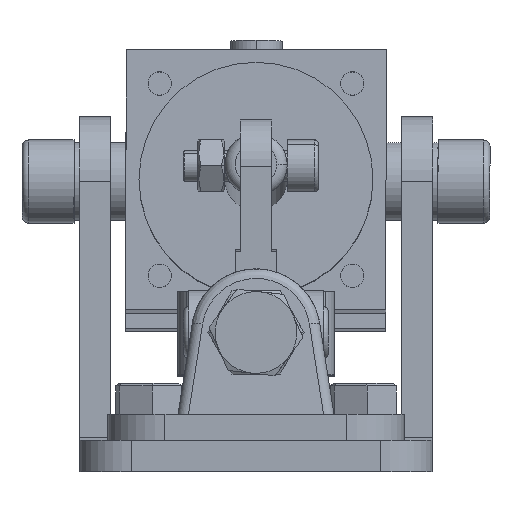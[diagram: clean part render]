
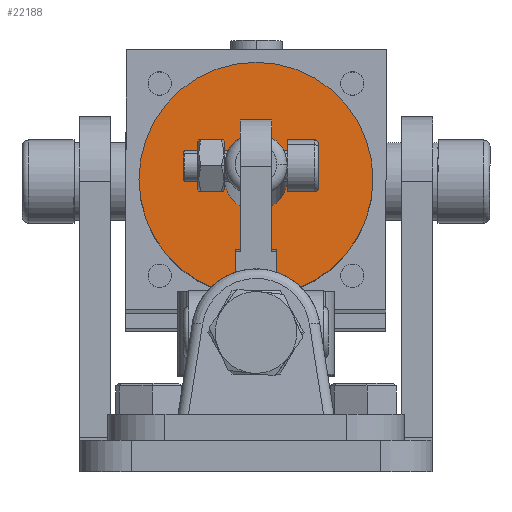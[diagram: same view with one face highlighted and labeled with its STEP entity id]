
A CAD part, left-side view. The second image highlights one B-rep face of the part: STEP entity #22188.
In plain terms, the highlighted face is planar.
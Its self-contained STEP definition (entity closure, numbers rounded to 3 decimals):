
#9560 = FACE_BOUND ( 'NONE', #31068, .T. ) ;
#9563 = FACE_OUTER_BOUND ( 'NONE', #31072, .T. ) ;
#11056 = PLANE ( 'NONE',  #38741 ) ;
#11057 = CARTESIAN_POINT ( 'NONE',  ( 0., 0., 0. ) ) ;
#11062 = DIRECTION ( 'NONE',  ( 1., 0., 0. ) ) ;
#11063 = DIRECTION ( 'NONE',  ( 0., 0., -1. ) ) ;
#22188 = ADVANCED_FACE ( 'NONE', ( #9560, #9563 ), #11056, .F. ) ;
#23540 = CARTESIAN_POINT ( 'NONE',  ( 0., 0., 0. ) ) ;
#23541 = DIRECTION ( 'NONE',  ( -1., 0., 0. ) ) ;
#23542 = DIRECTION ( 'NONE',  ( 0., 0., 1. ) ) ;
#23551 = CARTESIAN_POINT ( 'NONE',  ( 0., 0., 0. ) ) ;
#23552 = DIRECTION ( 'NONE',  ( -1., 0., 0. ) ) ;
#23553 = DIRECTION ( 'NONE',  ( 0., 0., 1. ) ) ;
#24147 = CIRCLE ( 'NONE', #40407, 6. ) ;
#24153 = CIRCLE ( 'NONE', #40411, 22.5 ) ;
#25060 = CIRCLE ( 'NONE', #37324, 6. ) ;
#25061 = CIRCLE ( 'NONE', #37325, 22.5 ) ;
#29558 = EDGE_CURVE ( 'NONE', #32025, #32099, #24147, .T. ) ;
#29562 = EDGE_CURVE ( 'NONE', #31850, #32065, #24153, .T. ) ;
#31068 = EDGE_LOOP ( 'NONE', ( #32625, #32626 ) ) ;
#31072 = EDGE_LOOP ( 'NONE', ( #32627, #32628 ) ) ;
#31850 = VERTEX_POINT ( 'NONE', #39295 ) ;
#32025 = VERTEX_POINT ( 'NONE', #39423 ) ;
#32065 = VERTEX_POINT ( 'NONE', #39451 ) ;
#32099 = VERTEX_POINT ( 'NONE', #39483 ) ;
#32625 = ORIENTED_EDGE ( 'NONE', *, *, #32727, .F. ) ;
#32626 = ORIENTED_EDGE ( 'NONE', *, *, #29558, .F. ) ;
#32627 = ORIENTED_EDGE ( 'NONE', *, *, #29562, .T. ) ;
#32628 = ORIENTED_EDGE ( 'NONE', *, *, #32728, .T. ) ;
#32727 = EDGE_CURVE ( 'NONE', #32099, #32025, #25060, .T. ) ;
#32728 = EDGE_CURVE ( 'NONE', #32065, #31850, #25061, .T. ) ;
#37324 = AXIS2_PLACEMENT_3D ( 'NONE', #43019, #43021, #43022 ) ;
#37325 = AXIS2_PLACEMENT_3D ( 'NONE', #43026, #43028, #43030 ) ;
#38741 = AXIS2_PLACEMENT_3D ( 'NONE', #11057, #11062, #11063 ) ;
#39295 = CARTESIAN_POINT ( 'NONE',  ( 0., 0., 22.5 ) ) ;
#39423 = CARTESIAN_POINT ( 'NONE',  ( 0., 0., -6. ) ) ;
#39451 = CARTESIAN_POINT ( 'NONE',  ( 0., 0., -22.5 ) ) ;
#39483 = CARTESIAN_POINT ( 'NONE',  ( 0., 0., 6. ) ) ;
#40407 = AXIS2_PLACEMENT_3D ( 'NONE', #23540, #23541, #23542 ) ;
#40411 = AXIS2_PLACEMENT_3D ( 'NONE', #23551, #23552, #23553 ) ;
#43019 = CARTESIAN_POINT ( 'NONE',  ( 0., 0., 0. ) ) ;
#43021 = DIRECTION ( 'NONE',  ( -1., 0., 0. ) ) ;
#43022 = DIRECTION ( 'NONE',  ( 0., 0., 1. ) ) ;
#43026 = CARTESIAN_POINT ( 'NONE',  ( 0., 0., 0. ) ) ;
#43028 = DIRECTION ( 'NONE',  ( -1., 0., 0. ) ) ;
#43030 = DIRECTION ( 'NONE',  ( 0., 0., 1. ) ) ;
